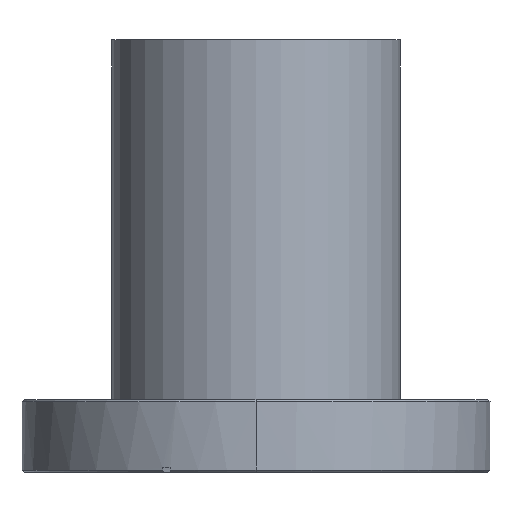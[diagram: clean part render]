
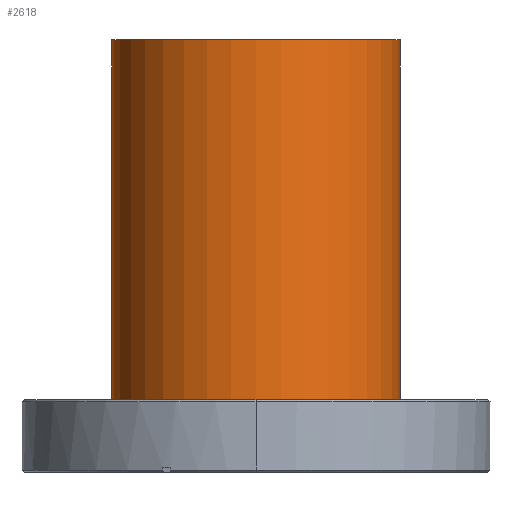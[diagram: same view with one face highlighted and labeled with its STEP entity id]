
A CAD part, front view. The second image highlights one B-rep face of the part: STEP entity #2618.
In plain terms, the highlighted cylindrical face has radius 35 mm (diameter 70 mm), a partial arc.
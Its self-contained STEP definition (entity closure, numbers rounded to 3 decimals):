
#24 = DIRECTION ( 'NONE',  ( 0., 0., 1. ) ) ;
#63 = ORIENTED_EDGE ( 'NONE', *, *, #1109, .F. ) ;
#84 = CARTESIAN_POINT ( 'NONE',  ( 0., 0., -95.3 ) ) ;
#99 = CARTESIAN_POINT ( 'NONE',  ( -35., 0., -95.3 ) ) ;
#166 = EDGE_CURVE ( 'NONE', #1137, #2209, #1832, .T. ) ;
#196 = CARTESIAN_POINT ( 'NONE',  ( -35., 0., 0. ) ) ;
#199 = CARTESIAN_POINT ( 'NONE',  ( 35., 0., -95.3 ) ) ;
#210 = DIRECTION ( 'NONE',  ( 0., 0., 1. ) ) ;
#251 = DIRECTION ( 'NONE',  ( 0., 0., 1. ) ) ;
#282 = DIRECTION ( 'NONE',  ( 1., 0., 0. ) ) ;
#318 = CYLINDRICAL_SURFACE ( 'NONE', #1689, 35. ) ;
#328 = DIRECTION ( 'NONE',  ( 0., 0., 1. ) ) ;
#387 = FACE_OUTER_BOUND ( 'NONE', #1908, .T. ) ;
#425 = DIRECTION ( 'NONE',  ( 0., 0., 1. ) ) ;
#457 = AXIS2_PLACEMENT_3D ( 'NONE', #1630, #425, #1825 ) ;
#511 = VERTEX_POINT ( 'NONE', #196 ) ;
#784 = ORIENTED_EDGE ( 'NONE', *, *, #166, .T. ) ;
#869 = VECTOR ( 'NONE', #328, 1000. ) ;
#907 = EDGE_CURVE ( 'NONE', #1452, #1137, #1299, .T. ) ;
#1029 = DIRECTION ( 'NONE',  ( 1., 0., 0. ) ) ;
#1109 = EDGE_CURVE ( 'NONE', #1452, #511, #1404, .T. ) ;
#1137 = VERTEX_POINT ( 'NONE', #1510 ) ;
#1236 = VECTOR ( 'NONE', #210, 1000. ) ;
#1299 = CIRCLE ( 'NONE', #1381, 35. ) ;
#1381 = AXIS2_PLACEMENT_3D ( 'NONE', #84, #251, #282 ) ;
#1404 = LINE ( 'NONE', #99, #869 ) ;
#1433 = CARTESIAN_POINT ( 'NONE',  ( 0., 0., -95.3 ) ) ;
#1452 = VERTEX_POINT ( 'NONE', #2285 ) ;
#1459 = CIRCLE ( 'NONE', #457, 35. ) ;
#1510 = CARTESIAN_POINT ( 'NONE',  ( 35., 0., -95.3 ) ) ;
#1630 = CARTESIAN_POINT ( 'NONE',  ( 0., 0., 0. ) ) ;
#1689 = AXIS2_PLACEMENT_3D ( 'NONE', #1433, #24, #1029 ) ;
#1825 = DIRECTION ( 'NONE',  ( 1., 0., 0. ) ) ;
#1832 = LINE ( 'NONE', #199, #1236 ) ;
#1862 = ORIENTED_EDGE ( 'NONE', *, *, #907, .T. ) ;
#1908 = EDGE_LOOP ( 'NONE', ( #63, #1862, #784, #2241 ) ) ;
#2209 = VERTEX_POINT ( 'NONE', #2519 ) ;
#2241 = ORIENTED_EDGE ( 'NONE', *, *, #2589, .F. ) ;
#2285 = CARTESIAN_POINT ( 'NONE',  ( -35., 0., -95.3 ) ) ;
#2519 = CARTESIAN_POINT ( 'NONE',  ( 35., 0., 0. ) ) ;
#2589 = EDGE_CURVE ( 'NONE', #511, #2209, #1459, .T. ) ;
#2618 = ADVANCED_FACE ( 'NONE', ( #387 ), #318, .T. ) ;
